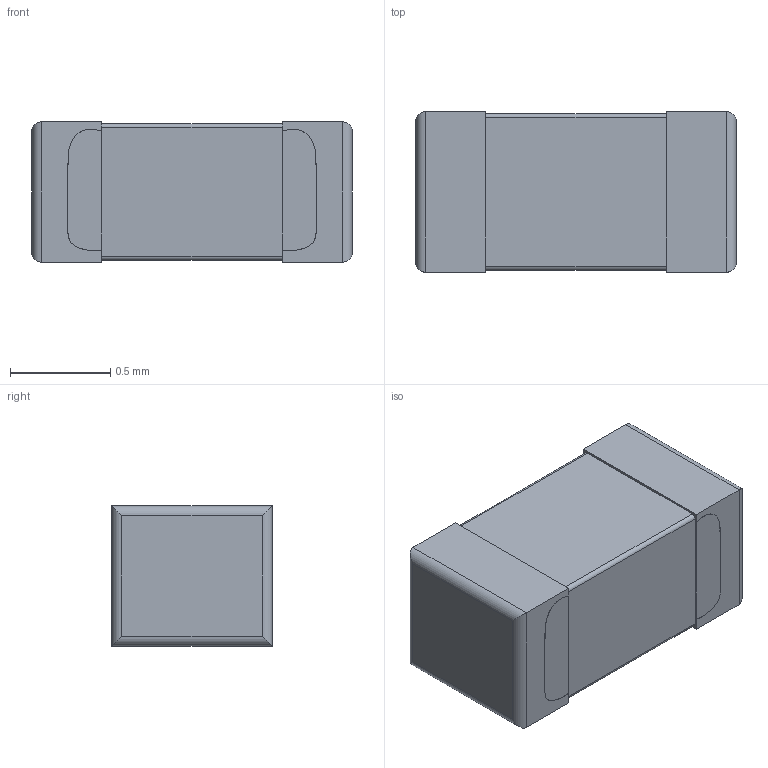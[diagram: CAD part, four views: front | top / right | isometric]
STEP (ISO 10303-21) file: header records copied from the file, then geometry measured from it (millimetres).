
FILE_DESCRIPTION(/* description */ (''),/* implementation_level */ '2;1');
FILE_NAME(/* name */ 'CAP FILM - 0603.step',/* time_stamp */ '2020-09-06T13:06:48+01:00',/* author */ (''),/* organization */ (''),/* preprocessor_version */ 'ST-DEVELOPER v18.1',/* originating_system */ 'Autodesk Translation Framework v9.3.0.1241',/* authorisation */ '');
FILE_SCHEMA (('AUTOMOTIVE_DESIGN { 1 0 10303 214 3 1 1 }'));
Length unit declared in the file: millimetre
Products named in the file (1): CAP FILM - 0603
Bounding box: 1.6 x 0.8 x 0.7 mm (x, y, z)
Volume: 0.9 mm3; surface area: 5.7 mm2
Topology: 1 solids, 1 shells, 36 faces, 88 edges, 56 vertices
Faces by surface type: plane 20, cylinder 12, bspline 4
Entity records: 1625 total; most frequent: CARTESIAN_POINT 729, ORIENTED_EDGE 176, DIRECTION 162, EDGE_CURVE 88, LINE 64, VECTOR 64, VERTEX_POINT 56, AXIS2_PLACEMENT_3D 49
